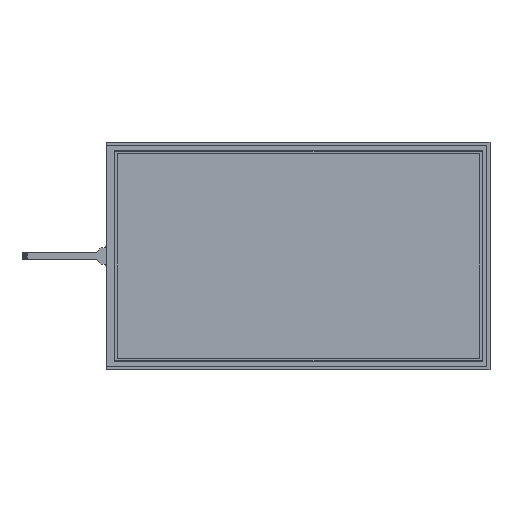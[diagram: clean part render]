
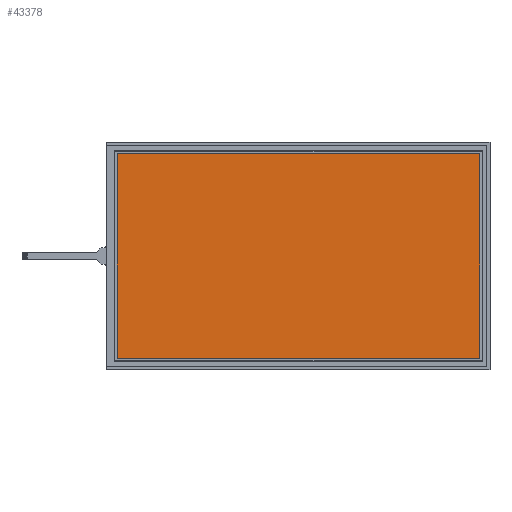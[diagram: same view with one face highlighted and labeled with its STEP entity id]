
A CAD part, top view. The second image highlights one B-rep face of the part: STEP entity #43378.
In plain terms, the highlighted planar face has unit normal (0, 0, 1).
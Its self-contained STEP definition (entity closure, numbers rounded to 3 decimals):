
#3442=FACE_OUTER_BOUND('',#5745,.T.);
#5745=EDGE_LOOP('',(#39317,#39318,#39319,#39320));
#11139=LINE('',#70007,#16594);
#11143=LINE('',#70015,#16598);
#11146=LINE('',#70021,#16601);
#11149=LINE('',#70026,#16604);
#16594=VECTOR('',#57457,10.);
#16598=VECTOR('',#57463,10.);
#16601=VECTOR('',#57468,10.);
#16604=VECTOR('',#57473,10.);
#20736=VERTEX_POINT('',#70005);
#20737=VERTEX_POINT('',#70006);
#20740=VERTEX_POINT('',#70014);
#20742=VERTEX_POINT('',#70020);
#26927=EDGE_CURVE('',#20736,#20737,#11139,.T.);
#26931=EDGE_CURVE('',#20737,#20740,#11143,.T.);
#26934=EDGE_CURVE('',#20740,#20742,#11146,.T.);
#26937=EDGE_CURVE('',#20742,#20736,#11149,.T.);
#39317=ORIENTED_EDGE('',*,*,#26937,.T.);
#39318=ORIENTED_EDGE('',*,*,#26927,.T.);
#39319=ORIENTED_EDGE('',*,*,#26931,.T.);
#39320=ORIENTED_EDGE('',*,*,#26934,.T.);
#41220=PLANE('',#46317);
#43378=ADVANCED_FACE('',(#3442),#41220,.T.);
#46317=AXIS2_PLACEMENT_3D('',#70046,#57497,#57498);
#57457=DIRECTION('',(0.,-1.,0.));
#57463=DIRECTION('',(1.,0.,0.));
#57468=DIRECTION('',(0.,1.,0.));
#57473=DIRECTION('',(-1.,0.,0.));
#57497=DIRECTION('center_axis',(0.,0.,1.));
#57498=DIRECTION('ref_axis',(1.,0.,0.));
#70005=CARTESIAN_POINT('',(-172.365,97.02,0.));
#70006=CARTESIAN_POINT('',(-172.365,-97.02,0.));
#70007=CARTESIAN_POINT('',(-172.365,48.51,0.));
#70014=CARTESIAN_POINT('',(172.365,-97.02,0.));
#70015=CARTESIAN_POINT('',(-87.12,-97.02,0.));
#70020=CARTESIAN_POINT('',(172.365,97.02,0.));
#70021=CARTESIAN_POINT('',(172.365,-48.51,0.));
#70026=CARTESIAN_POINT('',(85.245,97.02,0.));
#70046=CARTESIAN_POINT('Origin',(-1.875,0.,
0.));
